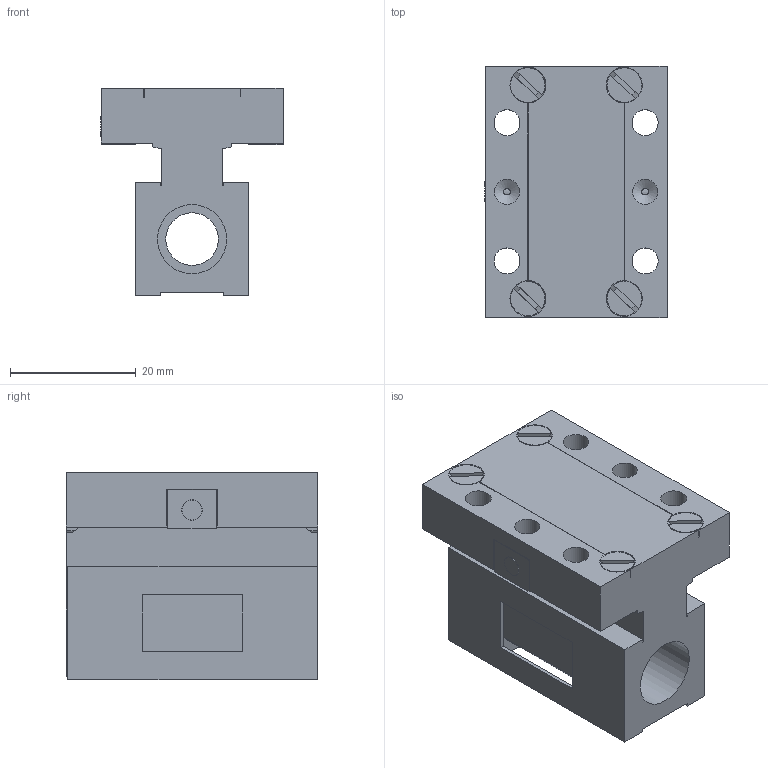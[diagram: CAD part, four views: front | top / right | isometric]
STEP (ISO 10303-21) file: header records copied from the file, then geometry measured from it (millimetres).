
FILE_DESCRIPTION(/* description */ ('Unknown'),/* implementation_level */ '2;1');
FILE_NAME(/* name */ 'A-0000184-Schlitten30-40lg',/* time_stamp */ '2020-04-02T14:35:01+02:00',/* author */ ('Unknown'),/* organization */ ('Unknown'),/* preprocessor_version */ 'ST-DEVELOPER v16.7',/* originating_system */ 'Solid Edge',/* authorisation */ 'Unknown');
FILE_SCHEMA (('AUTOMOTIVE_DESIGN {1 0 10303 214 3 1 1}'));
Length unit declared in the file: millimetre
Products named in the file (1): A-0000184-Schlitten30-40lg-dy
Bounding box: 29.02 x 40 x 33 mm (x, y, z)
Volume: 19756.1 mm3; surface area: 10494.5 mm2
Topology: 1 solids, 5 shells, 214 faces, 614 edges, 407 vertices
Faces by surface type: plane 145, cylinder 46, cone 23
Full cylindrical faces by diameter (mm): 4 x4, 4.134 x4, 4.5 x1, 8.376 x1, 11 x2
Entity records: 8367 total; most frequent: CARTESIAN_POINT 1337, ORIENTED_EDGE 1156, DIRECTION 1098, EDGE_CURVE 578, LINE 416, VECTOR 416, VERTEX_POINT 392, AXIS2_PLACEMENT_3D 341
